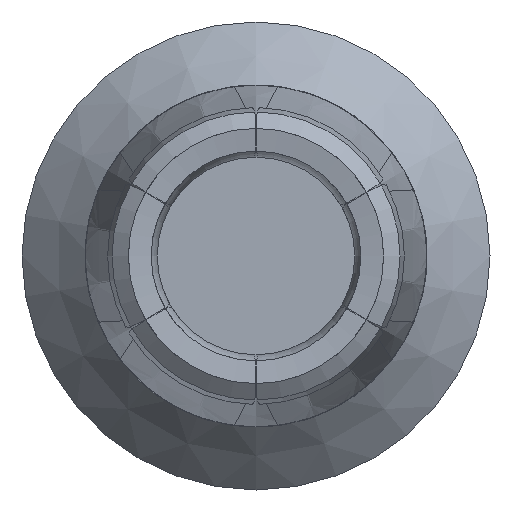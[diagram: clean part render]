
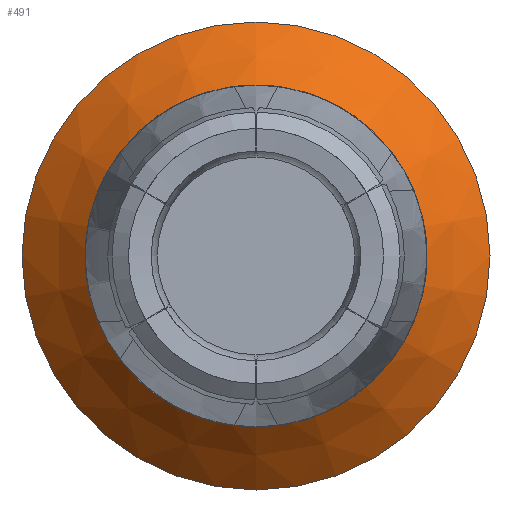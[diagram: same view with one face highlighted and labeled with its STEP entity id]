
A CAD part, front view. The second image highlights one B-rep face of the part: STEP entity #491.
In plain terms, the highlighted conical face has half-angle 45 degrees and reference radius 3.25 mm.
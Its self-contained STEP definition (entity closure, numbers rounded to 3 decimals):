
#334=CONICAL_SURFACE('',#1918,3.25,45.);
#393=FACE_BOUND('',#738,.T.);
#394=FACE_BOUND('',#739,.T.);
#491=ADVANCED_FACE('',(#393,#394),#334,.T.);
#738=EDGE_LOOP('',(#1148));
#739=EDGE_LOOP('',(#1149));
#1148=ORIENTED_EDGE('',*,*,#1637,.T.);
#1149=ORIENTED_EDGE('',*,*,#1638,.F.);
#1410=VERTEX_POINT('',#3332);
#1411=VERTEX_POINT('',#3335);
#1637=EDGE_CURVE('',#1410,#1410,#1741,.T.);
#1638=EDGE_CURVE('',#1411,#1411,#1742,.T.);
#1741=CIRCLE('',#1915,2.3);
#1742=CIRCLE('',#1917,3.25);
#1915=AXIS2_PLACEMENT_3D('',#3331,#2324,#2325);
#1917=AXIS2_PLACEMENT_3D('',#3334,#2328,#2329);
#1918=AXIS2_PLACEMENT_3D('',#3336,#2330,#2331);
#2324=DIRECTION('',(0.,1.,0.));
#2325=DIRECTION('',(0.,0.,1.));
#2328=DIRECTION('',(0.,1.,0.));
#2329=DIRECTION('',(0.,0.,1.));
#2330=DIRECTION('',(0.,1.,0.));
#2331=DIRECTION('',(0.,0.,1.));
#3331=CARTESIAN_POINT('',(0.,30.6,0.));
#3332=CARTESIAN_POINT('',(0.,30.6,2.3));
#3334=CARTESIAN_POINT('',(0.,31.55,0.));
#3335=CARTESIAN_POINT('',(0.,31.55,3.25));
#3336=CARTESIAN_POINT('',(0.,31.55,0.));
